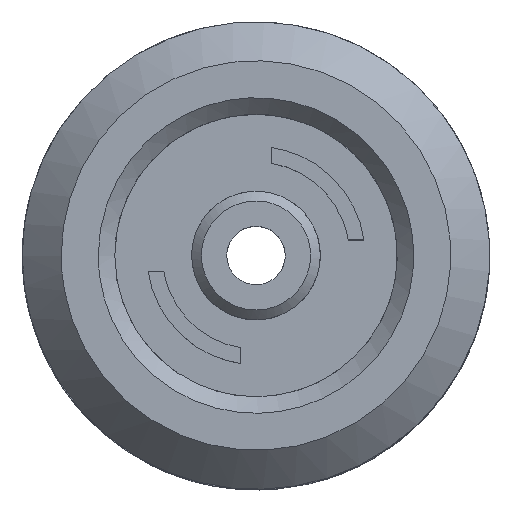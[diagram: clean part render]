
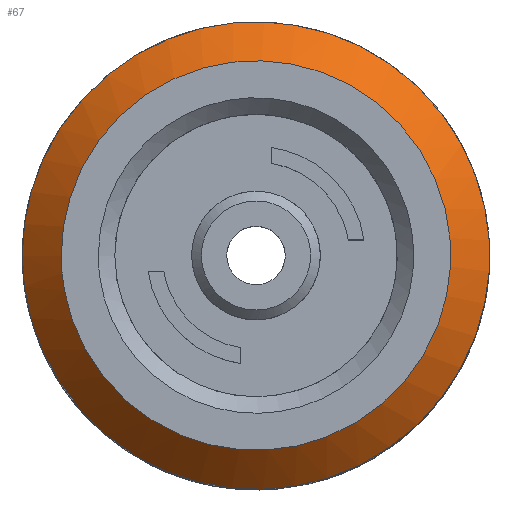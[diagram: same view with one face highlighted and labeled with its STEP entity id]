
A CAD part, top view. The second image highlights one B-rep face of the part: STEP entity #67.
In plain terms, the highlighted free-form (B-spline) face has degree [1, 2] with [2, 9] control points.
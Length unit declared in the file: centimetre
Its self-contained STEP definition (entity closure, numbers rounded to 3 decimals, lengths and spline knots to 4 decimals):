
#67=ADVANCED_FACE('',(#116),#763,.T.);
#116=FACE_OUTER_BOUND('',#173,.T.);
#173=EDGE_LOOP('',(#348,#349,#350,#351));
#348=ORIENTED_EDGE('',*,*,#513,.T.);
#349=ORIENTED_EDGE('',*,*,#514,.T.);
#350=ORIENTED_EDGE('',*,*,#513,.F.);
#351=ORIENTED_EDGE('',*,*,#475,.F.);
#475=EDGE_CURVE('',#705,#705,#581,.T.);
#513=EDGE_CURVE('',#705,#727,#643,.T.);
#514=EDGE_CURVE('',#727,#727,#596,.T.);
#581=(
BOUNDED_CURVE()
B_SPLINE_CURVE(2,(#1514,#1515,#1516,#1517,#1518,#1519,#1520,#1521,#1522),
 .UNSPECIFIED.,.T.,.F.)
B_SPLINE_CURVE_WITH_KNOTS((3,2,2,2,3),(0.,15.7076,31.4151,
47.1227,62.8303),.UNSPECIFIED.)
CURVE()
GEOMETRIC_REPRESENTATION_ITEM()
RATIONAL_B_SPLINE_CURVE((1.,0.707,1.,0.707,1.,0.707,
1.,0.707,1.))
REPRESENTATION_ITEM('')
);
#596=(
BOUNDED_CURVE()
B_SPLINE_CURVE(2,(#1693,#1694,#1695,#1696,#1697,#1698,#1699,#1700,#1701),
 .UNSPECIFIED.,.T.,.F.)
B_SPLINE_CURVE_WITH_KNOTS((3,2,2,2,3),(0.,15.7076,31.4151,
47.1227,62.8303),.UNSPECIFIED.)
CURVE()
GEOMETRIC_REPRESENTATION_ITEM()
RATIONAL_B_SPLINE_CURVE((1.,0.707,1.,0.707,1.,0.707,
1.,0.707,1.))
REPRESENTATION_ITEM('')
);
#643=B_SPLINE_CURVE_WITH_KNOTS('',1,(#1691,#1692),.UNSPECIFIED.,.F.,.F.,
(2,2),(0.,2.9865),.UNSPECIFIED.);
#705=VERTEX_POINT('',#1286);
#727=VERTEX_POINT('',#1308);
#763=(
BOUNDED_SURFACE()
B_SPLINE_SURFACE(1,2,((#1118,#1119,#1120,#1121,#1122,#1123,#1124,#1125,
#1126),(#1127,#1128,#1129,#1130,#1131,#1132,#1133,#1134,#1135)),
 .UNSPECIFIED.,.F.,.F.,.F.)
B_SPLINE_SURFACE_WITH_KNOTS((2,2),(3,2,2,2,3),(0.,2.9865),(0.,
15.7076,31.4151,47.1227,62.8303),
 .UNSPECIFIED.)
GEOMETRIC_REPRESENTATION_ITEM()
RATIONAL_B_SPLINE_SURFACE(((1.,0.707,1.,0.707,1.,
0.707,1.,0.707,1.),(1.,0.707,1.,0.707,
1.,0.707,1.,0.707,1.)))
REPRESENTATION_ITEM('')
SURFACE()
);
#1118=CARTESIAN_POINT('',(-12.,18.,-6.5));
#1119=CARTESIAN_POINT('',(-12.,30.,-6.5));
#1120=CARTESIAN_POINT('',(0.,30.,-6.5));
#1121=CARTESIAN_POINT('',(12.,30.,-6.5));
#1122=CARTESIAN_POINT('',(12.,18.,-6.5));
#1123=CARTESIAN_POINT('',(12.,6.,-6.5));
#1124=CARTESIAN_POINT('',(0.,6.,-6.5));
#1125=CARTESIAN_POINT('',(-12.,6.,-6.5));
#1126=CARTESIAN_POINT('',(-12.,18.,-6.5));
#1127=CARTESIAN_POINT('',(-10.,18.,-4.5));
#1128=CARTESIAN_POINT('',(-10.,28.,-4.5));
#1129=CARTESIAN_POINT('',(0.,28.,-4.5));
#1130=CARTESIAN_POINT('',(10.,28.,-4.5));
#1131=CARTESIAN_POINT('',(10.,18.,-4.5));
#1132=CARTESIAN_POINT('',(10.,8.,-4.5));
#1133=CARTESIAN_POINT('',(0.,8.,-4.5));
#1134=CARTESIAN_POINT('',(-10.,8.,-4.5));
#1135=CARTESIAN_POINT('',(-10.,18.,-4.5));
#1286=CARTESIAN_POINT('',(-12.,18.,-6.5));
#1308=CARTESIAN_POINT('',(-10.,18.,-4.5));
#1514=CARTESIAN_POINT('',(-12.,18.,-6.5));
#1515=CARTESIAN_POINT('',(-12.,30.,-6.5));
#1516=CARTESIAN_POINT('',(0.,30.,-6.5));
#1517=CARTESIAN_POINT('',(12.,30.,-6.5));
#1518=CARTESIAN_POINT('',(12.,18.,-6.5));
#1519=CARTESIAN_POINT('',(12.,6.,-6.5));
#1520=CARTESIAN_POINT('',(0.,6.,-6.5));
#1521=CARTESIAN_POINT('',(-12.,6.,-6.5));
#1522=CARTESIAN_POINT('',(-12.,18.,-6.5));
#1691=CARTESIAN_POINT('',(-12.,18.,-6.5));
#1692=CARTESIAN_POINT('',(-10.,18.,-4.5));
#1693=CARTESIAN_POINT('',(-10.,18.,-4.5));
#1694=CARTESIAN_POINT('',(-10.,28.,-4.5));
#1695=CARTESIAN_POINT('',(0.,28.,-4.5));
#1696=CARTESIAN_POINT('',(10.,28.,-4.5));
#1697=CARTESIAN_POINT('',(10.,18.,-4.5));
#1698=CARTESIAN_POINT('',(10.,8.,-4.5));
#1699=CARTESIAN_POINT('',(0.,8.,-4.5));
#1700=CARTESIAN_POINT('',(-10.,8.,-4.5));
#1701=CARTESIAN_POINT('',(-10.,18.,-4.5));
